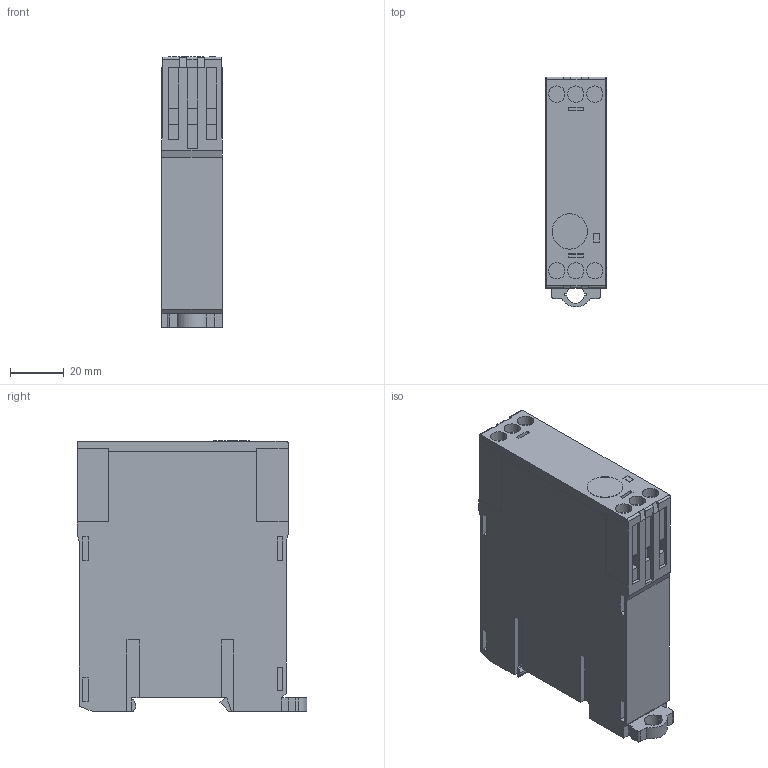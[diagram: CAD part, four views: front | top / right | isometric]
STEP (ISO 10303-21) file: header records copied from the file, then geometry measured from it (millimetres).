
FILE_DESCRIPTION((''),'2;1');
FILE_NAME('700-FSD3BU23','2015-10-19T',('mguelmi'),('Rockwell Automation'),'PRO/ENGINEER BY PARAMETRIC TECHNOLOGY CORPORATION, 2012480','PRO/ENGINEER BY PARAMETRIC TECHNOLOGY CORPORATION, 2012480','');
FILE_SCHEMA(('CONFIG_CONTROL_DESIGN'));
Length unit declared in the file: millimetre
Products named in the file (1): 700-FSD3BU23
Bounding box: 22.5 x 85.78 x 101.13 mm (x, y, z)
Volume: 169147.8 mm3; surface area: 27050.9 mm2
Topology: 1 solids, 1 shells, 244 faces, 709 edges, 486 vertices
Faces by surface type: plane 213, cylinder 31
Entity records: 8095 total; most frequent: CARTESIAN_POINT 1439, ORIENTED_EDGE 1418, DIRECTION 1317, EDGE_CURVE 709, VECTOR 589, LINE 589, VERTEX_POINT 486, AXIS2_PLACEMENT_3D 364
